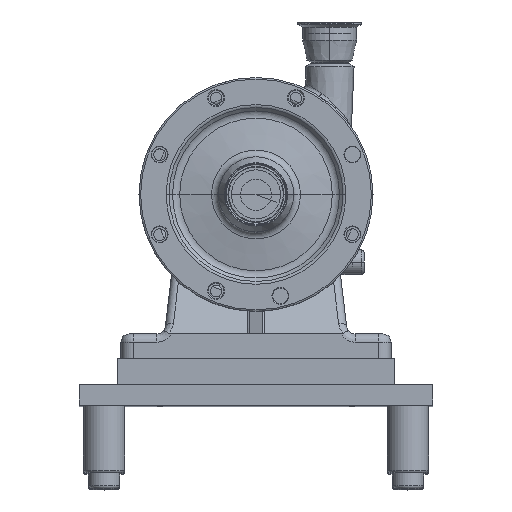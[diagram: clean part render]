
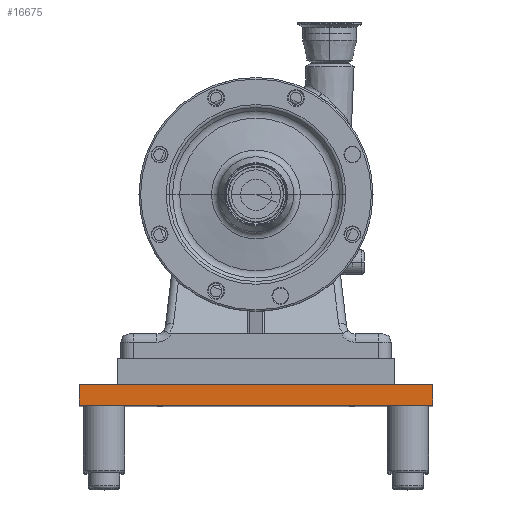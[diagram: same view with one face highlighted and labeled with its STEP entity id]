
A CAD part, top view. The second image highlights one B-rep face of the part: STEP entity #16675.
In plain terms, the highlighted planar face has unit normal (0, 0, 1).
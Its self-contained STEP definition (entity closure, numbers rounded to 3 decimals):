
#10 = DIRECTION ( 'NONE',  ( 1., 0., 0. ) ) ;
#1662 = CARTESIAN_POINT ( 'NONE',  ( 215.9, 25.4, 584.2 ) ) ;
#2510 = FACE_OUTER_BOUND ( 'NONE', #9275, .T. ) ;
#3441 = VECTOR ( 'NONE', #13286, 1000. ) ;
#4407 = VERTEX_POINT ( 'NONE', #28407 ) ;
#5405 = VERTEX_POINT ( 'NONE', #25255 ) ;
#5534 = LINE ( 'NONE', #15491, #15922 ) ;
#6494 = DIRECTION ( 'NONE',  ( -1., 0., 0. ) ) ;
#8148 = EDGE_CURVE ( 'NONE', #4407, #5405, #18152, .T. ) ;
#8949 = PLANE ( 'NONE',  #24718 ) ;
#9275 = EDGE_LOOP ( 'NONE', ( #12204, #24407, #20737, #29218 ) ) ;
#10410 = VERTEX_POINT ( 'NONE', #14791 ) ;
#12204 = ORIENTED_EDGE ( 'NONE', *, *, #18017, .T. ) ;
#13286 = DIRECTION ( 'NONE',  ( 0., -1., 0. ) ) ;
#13631 = EDGE_CURVE ( 'NONE', #4407, #10410, #23735, .T. ) ;
#14791 = CARTESIAN_POINT ( 'NONE',  ( 215.9, 25.4, 584.2 ) ) ;
#15491 = CARTESIAN_POINT ( 'NONE',  ( 215.9, 0., 584.2 ) ) ;
#15922 = VECTOR ( 'NONE', #10, 1000. ) ;
#16219 = CARTESIAN_POINT ( 'NONE',  ( 215.9, 25.4, 584.2 ) ) ;
#16480 = DIRECTION ( 'NONE',  ( 0., -1., 0. ) ) ;
#16675 = ADVANCED_FACE ( 'NONE', ( #2510 ), #8949, .F. ) ;
#18017 = EDGE_CURVE ( 'NONE', #5405, #28002, #5534, .T. ) ;
#18152 = LINE ( 'NONE', #25664, #3441 ) ;
#20737 = ORIENTED_EDGE ( 'NONE', *, *, #13631, .F. ) ;
#20965 = CARTESIAN_POINT ( 'NONE',  ( 215.9, 0., 584.2 ) ) ;
#21177 = CARTESIAN_POINT ( 'NONE',  ( 215.9, 25.4, 584.2 ) ) ;
#23735 = LINE ( 'NONE', #16219, #31605 ) ;
#24407 = ORIENTED_EDGE ( 'NONE', *, *, #26145, .F. ) ;
#24718 = AXIS2_PLACEMENT_3D ( 'NONE', #21177, #28698, #6494 ) ;
#25255 = CARTESIAN_POINT ( 'NONE',  ( -215.9, 0., 584.2 ) ) ;
#25664 = CARTESIAN_POINT ( 'NONE',  ( -215.9, 25.4, 584.2 ) ) ;
#26145 = EDGE_CURVE ( 'NONE', #10410, #28002, #31362, .T. ) ;
#27531 = VECTOR ( 'NONE', #16480, 1000. ) ;
#28002 = VERTEX_POINT ( 'NONE', #20965 ) ;
#28407 = CARTESIAN_POINT ( 'NONE',  ( -215.9, 25.4, 584.2 ) ) ;
#28698 = DIRECTION ( 'NONE',  ( 0., 0., -1. ) ) ;
#28794 = DIRECTION ( 'NONE',  ( 1., 0., 0. ) ) ;
#29218 = ORIENTED_EDGE ( 'NONE', *, *, #8148, .T. ) ;
#31362 = LINE ( 'NONE', #1662, #27531 ) ;
#31605 = VECTOR ( 'NONE', #28794, 1000. ) ;
